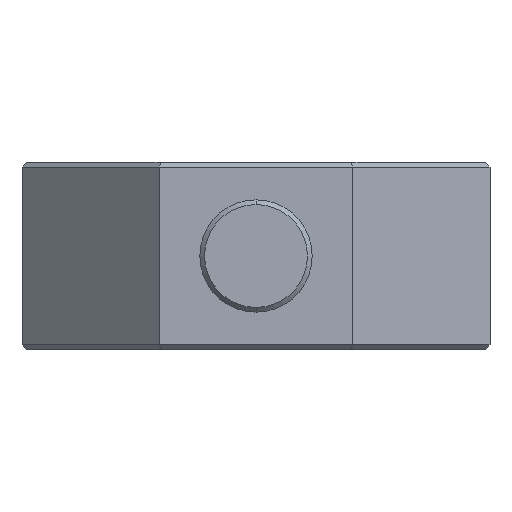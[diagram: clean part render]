
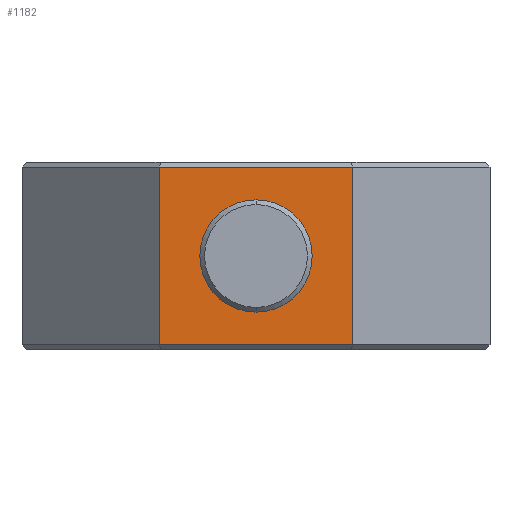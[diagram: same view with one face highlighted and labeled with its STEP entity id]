
A CAD part, left-side view. The second image highlights one B-rep face of the part: STEP entity #1182.
In plain terms, the highlighted planar face has unit normal (-1, 0, 0).
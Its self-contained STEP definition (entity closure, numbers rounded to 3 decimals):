
#2 = DIRECTION ( 'NONE',  ( 0., 0., -1. ) ) ;
#17 = DIRECTION ( 'NONE',  ( 0., -1., 0. ) ) ;
#33 = CARTESIAN_POINT ( 'NONE',  ( -25., 10.355, -9.5 ) ) ;
#36 = ORIENTED_EDGE ( 'NONE', *, *, #1327, .F. ) ;
#43 = ORIENTED_EDGE ( 'NONE', *, *, #567, .F. ) ;
#84 = DIRECTION ( 'NONE',  ( 0., 1., 0. ) ) ;
#150 = ORIENTED_EDGE ( 'NONE', *, *, #478, .T. ) ;
#252 = VERTEX_POINT ( 'NONE', #1691 ) ;
#256 = CARTESIAN_POINT ( 'NONE',  ( -25., -10.355, 9.5 ) ) ;
#266 = DIRECTION ( 'NONE',  ( 0., 1., 0. ) ) ;
#267 = DIRECTION ( 'NONE',  ( -1., 0., 0. ) ) ;
#376 = AXIS2_PLACEMENT_3D ( 'NONE', #503, #1621, #1009 ) ;
#432 = EDGE_CURVE ( 'NONE', #252, #711, #839, .T. ) ;
#447 = EDGE_CURVE ( 'NONE', #1269, #1393, #937, .T. ) ;
#451 = PLANE ( 'NONE',  #781 ) ;
#461 = ORIENTED_EDGE ( 'NONE', *, *, #2210, .T. ) ;
#467 = DIRECTION ( 'NONE',  ( 0., 1., 0. ) ) ;
#478 = EDGE_CURVE ( 'NONE', #2203, #1269, #1388, .T. ) ;
#503 = CARTESIAN_POINT ( 'NONE',  ( -25., 0., 0. ) ) ;
#567 = EDGE_CURVE ( 'NONE', #711, #252, #1629, .T. ) ;
#663 = ORIENTED_EDGE ( 'NONE', *, *, #432, .F. ) ;
#711 = VERTEX_POINT ( 'NONE', #834 ) ;
#781 = AXIS2_PLACEMENT_3D ( 'NONE', #2067, #1342, #84 ) ;
#784 = LINE ( 'NONE', #2519, #1340 ) ;
#834 = CARTESIAN_POINT ( 'NONE',  ( -25., 0., -6. ) ) ;
#839 = CIRCLE ( 'NONE', #2827, 6. ) ;
#900 = FACE_OUTER_BOUND ( 'NONE', #2264, .T. ) ;
#937 = LINE ( 'NONE', #33, #1581 ) ;
#1009 = DIRECTION ( 'NONE',  ( 0., 1., 0. ) ) ;
#1182 = ADVANCED_FACE ( 'NONE', ( #2721, #900 ), #451, .F. ) ;
#1269 = VERTEX_POINT ( 'NONE', #2085 ) ;
#1327 = EDGE_CURVE ( 'NONE', #1574, #1393, #784, .T. ) ;
#1340 = VECTOR ( 'NONE', #1439, 1000. ) ;
#1342 = DIRECTION ( 'NONE',  ( 1., 0., 0. ) ) ;
#1346 = CARTESIAN_POINT ( 'NONE',  ( -25., 0., 0. ) ) ;
#1357 = CARTESIAN_POINT ( 'NONE',  ( -25., 10.355, 9.5 ) ) ;
#1388 = LINE ( 'NONE', #1982, #2683 ) ;
#1393 = VERTEX_POINT ( 'NONE', #1921 ) ;
#1439 = DIRECTION ( 'NONE',  ( 0., 0., -1. ) ) ;
#1488 = EDGE_LOOP ( 'NONE', ( #663, #43 ) ) ;
#1574 = VERTEX_POINT ( 'NONE', #256 ) ;
#1581 = VECTOR ( 'NONE', #17, 1000. ) ;
#1621 = DIRECTION ( 'NONE',  ( -1., 0., 0. ) ) ;
#1629 = CIRCLE ( 'NONE', #376, 6. ) ;
#1691 = CARTESIAN_POINT ( 'NONE',  ( -25., 0., 6. ) ) ;
#1921 = CARTESIAN_POINT ( 'NONE',  ( -25., -10.355, -9.5 ) ) ;
#1982 = CARTESIAN_POINT ( 'NONE',  ( -25., 10.355, 10. ) ) ;
#2065 = ORIENTED_EDGE ( 'NONE', *, *, #447, .T. ) ;
#2067 = CARTESIAN_POINT ( 'NONE',  ( -25., 10.355, 10. ) ) ;
#2085 = CARTESIAN_POINT ( 'NONE',  ( -25., 10.355, -9.5 ) ) ;
#2203 = VERTEX_POINT ( 'NONE', #2428 ) ;
#2210 = EDGE_CURVE ( 'NONE', #1574, #2203, #2417, .T. ) ;
#2264 = EDGE_LOOP ( 'NONE', ( #150, #2065, #36, #461 ) ) ;
#2304 = VECTOR ( 'NONE', #266, 1000. ) ;
#2417 = LINE ( 'NONE', #1357, #2304 ) ;
#2428 = CARTESIAN_POINT ( 'NONE',  ( -25., 10.355, 9.5 ) ) ;
#2519 = CARTESIAN_POINT ( 'NONE',  ( -25., -10.355, 10. ) ) ;
#2683 = VECTOR ( 'NONE', #2, 1000. ) ;
#2721 = FACE_BOUND ( 'NONE', #1488, .T. ) ;
#2827 = AXIS2_PLACEMENT_3D ( 'NONE', #1346, #267, #467 ) ;
